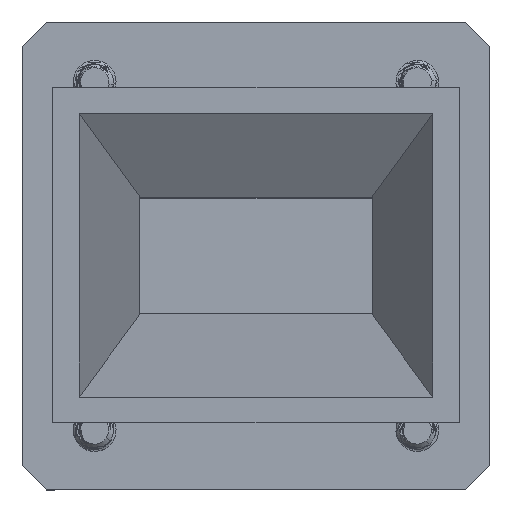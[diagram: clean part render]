
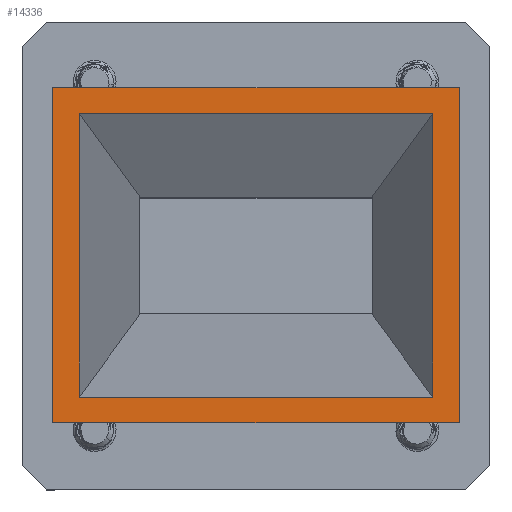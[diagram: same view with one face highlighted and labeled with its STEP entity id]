
A CAD part, top view. The second image highlights one B-rep face of the part: STEP entity #14336.
In plain terms, the highlighted planar face has unit normal (0, 0, 1).
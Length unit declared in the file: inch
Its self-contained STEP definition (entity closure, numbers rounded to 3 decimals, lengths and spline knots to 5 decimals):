
#143 = DIRECTION ( 'NONE',  ( 0., -1., 0. ) ) ;
#379 = DIRECTION ( 'NONE',  ( -1., 0., 0. ) ) ;
#515 = VECTOR ( 'NONE', #6592, 39.37008 ) ;
#619 = VECTOR ( 'NONE', #4229, 39.37008 ) ;
#787 = ORIENTED_EDGE ( 'NONE', *, *, #17112, .T. ) ;
#1082 = ORIENTED_EDGE ( 'NONE', *, *, #15468, .F. ) ;
#1120 = EDGE_CURVE ( 'NONE', #15048, #17236, #3802, .T. ) ;
#1150 = AXIS2_PLACEMENT_3D ( 'NONE', #2177, #4020, #6875 ) ;
#1368 = CARTESIAN_POINT ( 'NONE',  ( 0., -0.65436, 3.0185 ) ) ;
#1465 = LINE ( 'NONE', #1368, #2875 ) ;
#1478 = VERTEX_POINT ( 'NONE', #6625 ) ;
#1704 = DIRECTION ( 'NONE',  ( 0., 1., 0. ) ) ;
#1887 = CARTESIAN_POINT ( 'NONE',  ( 0.53944, 0., 3.0185 ) ) ;
#2093 = VERTEX_POINT ( 'NONE', #17901 ) ;
#2177 = CARTESIAN_POINT ( 'NONE',  ( 0., 0., 3.0185 ) ) ;
#2875 = VECTOR ( 'NONE', #9849, 39.37008 ) ;
#3467 = VERTEX_POINT ( 'NONE', #10439 ) ;
#3557 = FACE_BOUND ( 'NONE', #7196, .T. ) ;
#3802 = LINE ( 'NONE', #9343, #12053 ) ;
#4020 = DIRECTION ( 'NONE',  ( 0., 0., 1. ) ) ;
#4229 = DIRECTION ( 'NONE',  ( 0., 1., 0. ) ) ;
#4854 = FACE_OUTER_BOUND ( 'NONE', #10322, .T. ) ;
#5149 = CARTESIAN_POINT ( 'NONE',  ( 0.4575, 0.57, 3.0185 ) ) ;
#5593 = CARTESIAN_POINT ( 'NONE',  ( -0.4575, -0.57, 3.0185 ) ) ;
#5990 = CARTESIAN_POINT ( 'NONE',  ( 0., 0.57, 3.0185 ) ) ;
#6009 = EDGE_CURVE ( 'NONE', #3467, #11649, #11275, .T. ) ;
#6428 = LINE ( 'NONE', #10610, #13576 ) ;
#6592 = DIRECTION ( 'NONE',  ( 1., 0., 0. ) ) ;
#6625 = CARTESIAN_POINT ( 'NONE',  ( 0.53944, 0.65436, 3.0185 ) ) ;
#6875 = DIRECTION ( 'NONE',  ( 0., -1., 0. ) ) ;
#7196 = EDGE_LOOP ( 'NONE', ( #1082, #14351, #17122, #14180 ) ) ;
#7781 = DIRECTION ( 'NONE',  ( 0., -1., 0. ) ) ;
#9248 = EDGE_CURVE ( 'NONE', #17805, #14840, #12806, .T. ) ;
#9343 = CARTESIAN_POINT ( 'NONE',  ( -0.4575, 0., 3.0185 ) ) ;
#9474 = DIRECTION ( 'NONE',  ( -1., 0., 0. ) ) ;
#9797 = VECTOR ( 'NONE', #143, 39.37008 ) ;
#9849 = DIRECTION ( 'NONE',  ( 1., 0., 0. ) ) ;
#10322 = EDGE_LOOP ( 'NONE', ( #17968, #787, #12343, #15684 ) ) ;
#10439 = CARTESIAN_POINT ( 'NONE',  ( 0.4575, -0.57, 3.0185 ) ) ;
#10452 = CARTESIAN_POINT ( 'NONE',  ( -0.4575, 0.57, 3.0185 ) ) ;
#10610 = CARTESIAN_POINT ( 'NONE',  ( 0., 0.65436, 3.0185 ) ) ;
#11275 = LINE ( 'NONE', #15738, #619 ) ;
#11649 = VERTEX_POINT ( 'NONE', #5149 ) ;
#11959 = EDGE_CURVE ( 'NONE', #17236, #3467, #15999, .T. ) ;
#12053 = VECTOR ( 'NONE', #7781, 39.37008 ) ;
#12343 = ORIENTED_EDGE ( 'NONE', *, *, #9248, .T. ) ;
#12524 = CARTESIAN_POINT ( 'NONE',  ( -0.53944, -0.65436, 3.0185 ) ) ;
#12806 = LINE ( 'NONE', #12895, #9797 ) ;
#12895 = CARTESIAN_POINT ( 'NONE',  ( -0.53944, 0., 3.0185 ) ) ;
#12942 = EDGE_CURVE ( 'NONE', #14840, #2093, #1465, .T. ) ;
#13144 = LINE ( 'NONE', #5990, #13850 ) ;
#13475 = CARTESIAN_POINT ( 'NONE',  ( 0., -0.57, 3.0185 ) ) ;
#13576 = VECTOR ( 'NONE', #9474, 39.37008 ) ;
#13850 = VECTOR ( 'NONE', #379, 39.37008 ) ;
#14180 = ORIENTED_EDGE ( 'NONE', *, *, #1120, .F. ) ;
#14336 = ADVANCED_FACE ( 'NONE', ( #4854, #3557 ), #14884, .T. ) ;
#14351 = ORIENTED_EDGE ( 'NONE', *, *, #6009, .F. ) ;
#14381 = CARTESIAN_POINT ( 'NONE',  ( -0.53944, 0.65436, 3.0185 ) ) ;
#14398 = LINE ( 'NONE', #1887, #18028 ) ;
#14840 = VERTEX_POINT ( 'NONE', #12524 ) ;
#14884 = PLANE ( 'NONE',  #1150 ) ;
#15048 = VERTEX_POINT ( 'NONE', #10452 ) ;
#15468 = EDGE_CURVE ( 'NONE', #11649, #15048, #13144, .T. ) ;
#15684 = ORIENTED_EDGE ( 'NONE', *, *, #12942, .T. ) ;
#15738 = CARTESIAN_POINT ( 'NONE',  ( 0.4575, 0., 3.0185 ) ) ;
#15999 = LINE ( 'NONE', #13475, #515 ) ;
#16275 = EDGE_CURVE ( 'NONE', #2093, #1478, #14398, .T. ) ;
#17112 = EDGE_CURVE ( 'NONE', #1478, #17805, #6428, .T. ) ;
#17122 = ORIENTED_EDGE ( 'NONE', *, *, #11959, .F. ) ;
#17236 = VERTEX_POINT ( 'NONE', #5593 ) ;
#17805 = VERTEX_POINT ( 'NONE', #14381 ) ;
#17901 = CARTESIAN_POINT ( 'NONE',  ( 0.53944, -0.65436, 3.0185 ) ) ;
#17968 = ORIENTED_EDGE ( 'NONE', *, *, #16275, .T. ) ;
#18028 = VECTOR ( 'NONE', #1704, 39.37008 ) ;
